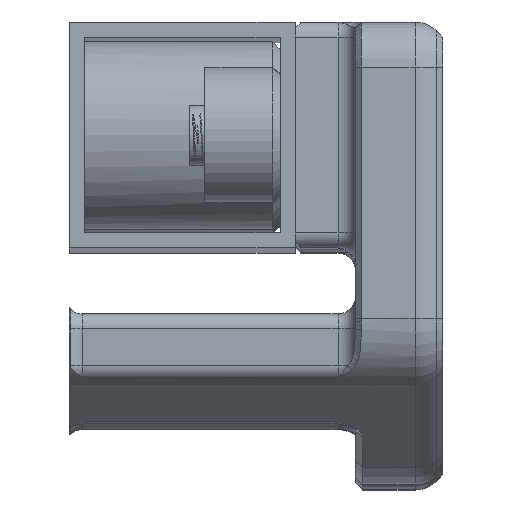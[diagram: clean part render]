
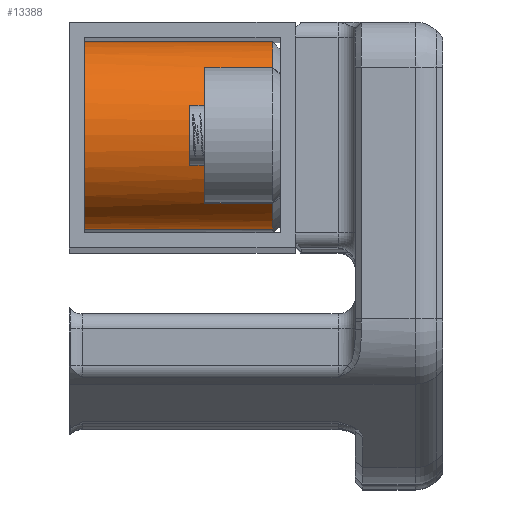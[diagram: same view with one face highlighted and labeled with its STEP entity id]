
A CAD part, top view. The second image highlights one B-rep face of the part: STEP entity #13388.
In plain terms, the highlighted cylindrical face has radius 6.25 mm (diameter 12.5 mm), a full revolution.
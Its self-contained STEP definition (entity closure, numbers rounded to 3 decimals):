
#1811=FACE_OUTER_BOUND('',#2712,.T.);
#2712=EDGE_LOOP('',(#11089,#11090,#11091,#11092,#11093,#11094,#11095,#11096,
#11097,#11098,#11099,#11100));
#3451=LINE('',#31528,#4255);
#3453=LINE('',#31535,#4257);
#3455=LINE('',#31542,#4259);
#3526=LINE('',#31888,#4330);
#3527=LINE('',#31889,#4331);
#4255=VECTOR('',#16539,10.);
#4257=VECTOR('',#16547,10.);
#4259=VECTOR('',#16555,10.);
#4330=VECTOR('',#16980,6.25);
#4331=VECTOR('',#16981,10.);
#4898=CIRCLE('',#14231,6.25);
#4899=CIRCLE('',#14232,6.25);
#4907=CIRCLE('',#14244,6.25);
#5036=CIRCLE('',#14461,6.25);
#5038=CIRCLE('',#14465,6.25);
#5039=CIRCLE('',#14467,6.25);
#5994=VERTEX_POINT('',#31339);
#5996=VERTEX_POINT('',#31345);
#5998=VERTEX_POINT('',#31349);
#6003=VERTEX_POINT('',#31365);
#6005=VERTEX_POINT('',#31371);
#6056=VERTEX_POINT('',#31526);
#6058=VERTEX_POINT('',#31534);
#6060=VERTEX_POINT('',#31540);
#6136=VERTEX_POINT('',#31809);
#6137=VERTEX_POINT('',#31812);
#7585=EDGE_CURVE('',#5994,#5998,#4898,.T.);
#7586=EDGE_CURVE('',#5998,#5996,#4899,.T.);
#7598=EDGE_CURVE('',#6003,#6005,#4907,.T.);
#7675=EDGE_CURVE('',#6056,#6003,#3451,.T.);
#7678=EDGE_CURVE('',#6058,#5996,#3453,.T.);
#7682=EDGE_CURVE('',#6060,#5994,#3455,.T.);
#7811=EDGE_CURVE('',#6056,#6058,#5036,.T.);
#7813=EDGE_CURVE('',#6136,#6136,#5038,.T.);
#7814=EDGE_CURVE('',#6060,#6137,#5039,.T.);
#7853=EDGE_CURVE('',#6136,#5998,#3526,.T.);
#7854=EDGE_CURVE('',#6137,#6005,#3527,.T.);
#11089=ORIENTED_EDGE('',*,*,#7813,.F.);
#11090=ORIENTED_EDGE('',*,*,#7853,.T.);
#11091=ORIENTED_EDGE('',*,*,#7585,.F.);
#11092=ORIENTED_EDGE('',*,*,#7682,.F.);
#11093=ORIENTED_EDGE('',*,*,#7814,.T.);
#11094=ORIENTED_EDGE('',*,*,#7854,.T.);
#11095=ORIENTED_EDGE('',*,*,#7598,.F.);
#11096=ORIENTED_EDGE('',*,*,#7675,.F.);
#11097=ORIENTED_EDGE('',*,*,#7811,.T.);
#11098=ORIENTED_EDGE('',*,*,#7678,.T.);
#11099=ORIENTED_EDGE('',*,*,#7586,.F.);
#11100=ORIENTED_EDGE('',*,*,#7853,.F.);
#12776=CYLINDRICAL_SURFACE('',#14504,6.25);
#13388=ADVANCED_FACE('',(#1811),#12776,.T.);
#14231=AXIS2_PLACEMENT_3D('',#31350,#16328,#16329);
#14232=AXIS2_PLACEMENT_3D('',#31351,#16330,#16331);
#14244=AXIS2_PLACEMENT_3D('',#31375,#16358,#16359);
#14461=AXIS2_PLACEMENT_3D('',#31804,#16876,#16877);
#14465=AXIS2_PLACEMENT_3D('',#31810,#16884,#16885);
#14467=AXIS2_PLACEMENT_3D('',#31813,#16888,#16889);
#14504=AXIS2_PLACEMENT_3D('',#31887,#16978,#16979);
#16328=DIRECTION('center_axis',(0.,0.,-1.));
#16329=DIRECTION('ref_axis',(1.,0.,0.));
#16330=DIRECTION('center_axis',(0.,0.,-1.));
#16331=DIRECTION('ref_axis',(1.,0.,0.));
#16358=DIRECTION('center_axis',(0.,0.,-1.));
#16359=DIRECTION('ref_axis',(-1.,0.,0.));
#16539=DIRECTION('',(0.,0.,-1.));
#16547=DIRECTION('',(0.,0.,-1.));
#16555=DIRECTION('',(0.,0.,-1.));
#16876=DIRECTION('center_axis',(0.,0.,1.));
#16877=DIRECTION('ref_axis',(-1.,0.,0.));
#16884=DIRECTION('center_axis',(0.,0.,1.));
#16885=DIRECTION('ref_axis',(-1.,0.,0.));
#16888=DIRECTION('center_axis',(0.,0.,1.));
#16889=DIRECTION('ref_axis',(-1.,0.,0.));
#16978=DIRECTION('center_axis',(0.,0.,-1.));
#16979=DIRECTION('ref_axis',(-1.,0.,0.));
#16980=DIRECTION('',(0.,0.,-1.));
#16981=DIRECTION('',(0.,0.,-1.));
#31339=CARTESIAN_POINT('',(5.183,-80.007,0.5));
#31345=CARTESIAN_POINT('',(4.511,-87.826,0.5));
#31349=CARTESIAN_POINT('',(6.25,-83.5,0.5));
#31350=CARTESIAN_POINT('Origin',(0.,-83.5,0.5));
#31351=CARTESIAN_POINT('Origin',(0.,-83.5,0.5));
#31365=CARTESIAN_POINT('',(-4.511,-87.826,0.5));
#31371=CARTESIAN_POINT('',(-5.183,-80.007,0.5));
#31375=CARTESIAN_POINT('Origin',(0.,-83.5,0.5));
#31526=CARTESIAN_POINT('',(-4.511,-87.826,5.));
#31528=CARTESIAN_POINT('',(-4.511,-87.826,13.));
#31534=CARTESIAN_POINT('',(4.511,-87.826,5.));
#31535=CARTESIAN_POINT('',(4.511,-87.826,13.));
#31540=CARTESIAN_POINT('',(5.183,-80.007,4.));
#31542=CARTESIAN_POINT('',(5.183,-80.007,13.));
#31804=CARTESIAN_POINT('Origin',(0.,-83.5,5.));
#31809=CARTESIAN_POINT('',(6.25,-83.5,13.));
#31810=CARTESIAN_POINT('Origin',(0.,-83.5,13.));
#31812=CARTESIAN_POINT('',(-5.183,-80.007,4.));
#31813=CARTESIAN_POINT('Origin',(0.,-83.5,4.));
#31887=CARTESIAN_POINT('Origin',(0.,-83.5,13.));
#31888=CARTESIAN_POINT('',(6.25,-83.5,13.));
#31889=CARTESIAN_POINT('',(-5.183,-80.007,13.));
